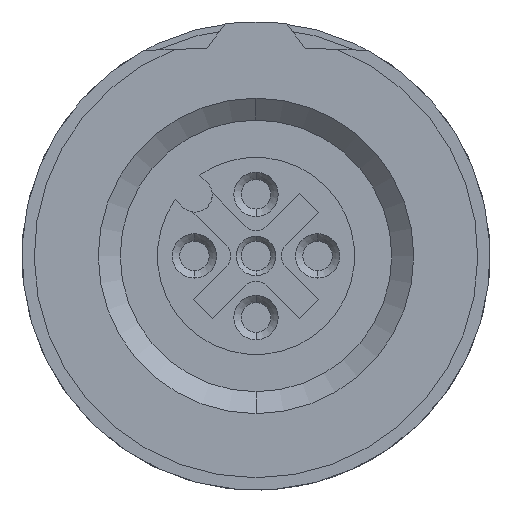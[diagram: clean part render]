
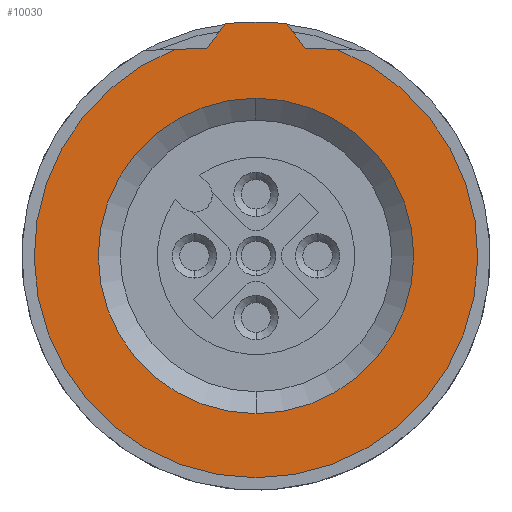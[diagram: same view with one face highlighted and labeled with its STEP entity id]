
A CAD part, front view. The second image highlights one B-rep face of the part: STEP entity #10030.
In plain terms, the highlighted face is planar.
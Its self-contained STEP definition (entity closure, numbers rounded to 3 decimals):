
#200=CARTESIAN_POINT('',(4.233,-29.354,
30.282));
#210=VERTEX_POINT('',#200);
#240=CARTESIAN_POINT('',(5.431,-12.115,0.));
#250=DIRECTION('',(0.034,0.494,
-0.869));
#260=VECTOR('',#250,1.);
#270=LINE('',#240,#260);
#280=CARTESIAN_POINT('',(4.189,-29.986,
31.392));
#290=VERTEX_POINT('',#280);
#300=EDGE_CURVE('',#290,#210,#270,.T.);
#950=CARTESIAN_POINT('',(4.233,-27.351,
26.812));
#960=VERTEX_POINT('',#950);
#990=CARTESIAN_POINT('',(0.,-25.038,24.298));
#1000=DIRECTION('',(-0.778,0.425,
-0.462));
#1010=VECTOR('',#1000,1.);
#1020=LINE('',#990,#1010);
#1030=CARTESIAN_POINT('',(5.212,-27.886,
27.394));
#1040=VERTEX_POINT('',#1030);
#1050=EDGE_CURVE('',#1040,#960,#1020,.T.);
#1320=CARTESIAN_POINT('',(5.212,-29.118,
29.528));
#1330=VERTEX_POINT('',#1320);
#1460=CARTESIAN_POINT('',(-4.065,-27.086,
29.279));
#1470=DIRECTION('',(0.174,0.853,
0.492));
#1480=DIRECTION('',(-0.086,-0.485,
0.87));
#1490=AXIS2_PLACEMENT_3D('',#1460,#1470,#1480);
#1500=CIRCLE('',#1490,9.5);
#1510=EDGE_CURVE('',#1330,#1040,#1500,.T.);
#9390=CARTESIAN_POINT('',(-4.065,-27.086,
29.279));
#9400=DIRECTION('',(-0.174,-0.853,
-0.492));
#9410=DIRECTION('',(-0.985,0.15,
0.087));
#9420=AXIS2_PLACEMENT_3D('',#9390,#9400,#9410);
#9430=CIRCLE('',#9420,9.);
#9440=CARTESIAN_POINT('',(4.189,-26.706,
25.71));
#9450=VERTEX_POINT('',#9440);
#9460=EDGE_CURVE('',#290,#9450,#9430,.T.);
#9650=CARTESIAN_POINT('',(-11.623,-25.931,
29.945));
#9660=DIRECTION('',(-0.174,-0.853,
-0.492));
#9670=DIRECTION('',(-0.985,0.15,
0.087));
#9680=AXIS2_PLACEMENT_3D('',#9650,#9660,#9670);
#9690=PLANE('',#9680);
#9700=CARTESIAN_POINT('',(-4.065,-27.086,
29.279));
#9710=DIRECTION('',(-0.174,-0.853,
-0.492));
#9720=DIRECTION('',(0.985,-0.15,
-0.087));
#9730=AXIS2_PLACEMENT_3D('',#9700,#9710,#9720);
#9740=CIRCLE('',#9730,6.4);
#9750=CARTESIAN_POINT('',(2.238,-28.048,
28.723));
#9760=VERTEX_POINT('',#9750);
#9770=CARTESIAN_POINT('',(-10.368,-26.123,
29.834));
#9780=VERTEX_POINT('',#9770);
#9790=EDGE_CURVE('',#9760,#9780,#9740,.T.);
#9800=ORIENTED_EDGE('',*,*,#9790,.F.);
#9810=EDGE_CURVE('',#9780,#9760,#9740,.T.);
#9820=ORIENTED_EDGE('',*,*,#9810,.F.);
#9830=EDGE_LOOP('',(#9820,#9800));
#9840=FACE_BOUND('',#9830,.T.);
#9850=ORIENTED_EDGE('',*,*,#300,.F.);
#9860=CARTESIAN_POINT('',(0.,-30.375,33.542));
#9870=DIRECTION('',(0.778,0.188,
-0.599));
#9880=VECTOR('',#9870,1.);
#9890=LINE('',#9860,#9880);
#9900=EDGE_CURVE('',#210,#1330,#9890,.T.);
#9910=ORIENTED_EDGE('',*,*,#9900,.F.);
#9920=ORIENTED_EDGE('',*,*,#1510,.F.);
#9930=ORIENTED_EDGE('',*,*,#1050,.F.);
#9940=CARTESIAN_POINT('',(3.164,-11.653,0.));
#9950=DIRECTION('',(0.034,-0.505,
0.862));
#9960=VECTOR('',#9950,1.);
#9970=LINE('',#9940,#9960);
#9980=EDGE_CURVE('',#9450,#960,#9970,.T.);
#9990=ORIENTED_EDGE('',*,*,#9980,.T.);
#10000=ORIENTED_EDGE('',*,*,#9460,.T.);
#10010=EDGE_LOOP('',(#10000,#9990,#9930,#9920,#9910,#9850));
#10020=FACE_OUTER_BOUND('',#10010,.T.);
#10030=ADVANCED_FACE('',(#9840,#10020),#9690,.T.);
